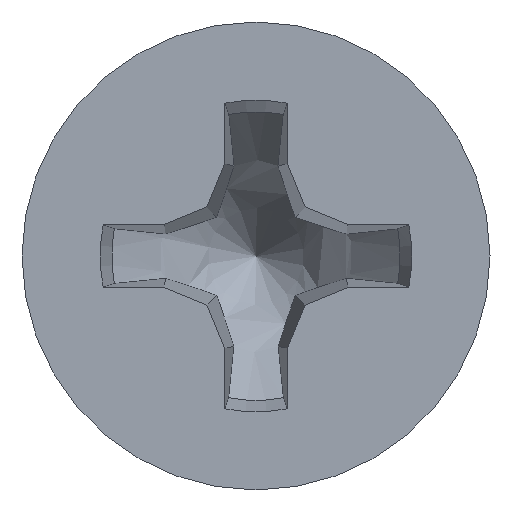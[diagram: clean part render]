
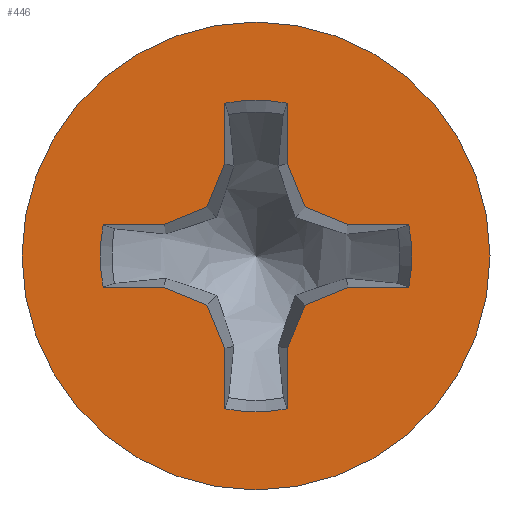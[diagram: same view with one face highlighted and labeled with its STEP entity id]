
A CAD part, top view. The second image highlights one B-rep face of the part: STEP entity #446.
In plain terms, the highlighted planar face has unit normal (0, 0, 1).
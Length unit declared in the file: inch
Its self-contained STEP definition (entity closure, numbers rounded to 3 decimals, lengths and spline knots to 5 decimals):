
#15=LINE('',#740,#43);
#16=LINE('',#744,#44);
#17=LINE('',#746,#45);
#18=LINE('',#748,#46);
#19=LINE('',#749,#47);
#20=LINE('',#751,#48);
#21=LINE('',#753,#49);
#22=LINE('',#755,#50);
#23=LINE('',#757,#51);
#24=LINE('',#761,#52);
#25=LINE('',#763,#53);
#26=LINE('',#765,#54);
#27=LINE('',#767,#55);
#28=LINE('',#771,#56);
#29=LINE('',#773,#57);
#30=LINE('',#774,#58);
#43=VECTOR('',#564,39.37008);
#44=VECTOR('',#567,39.37008);
#45=VECTOR('',#568,39.37008);
#46=VECTOR('',#569,39.37008);
#47=VECTOR('',#570,39.37008);
#48=VECTOR('',#571,39.37008);
#49=VECTOR('',#572,39.37008);
#50=VECTOR('',#573,39.37008);
#51=VECTOR('',#574,39.37008);
#52=VECTOR('',#577,39.37008);
#53=VECTOR('',#578,39.37008);
#54=VECTOR('',#579,39.37008);
#55=VECTOR('',#580,39.37008);
#56=VECTOR('',#583,39.37008);
#57=VECTOR('',#584,39.37008);
#58=VECTOR('',#585,39.37008);
#72=PLANE('',#503);
#94=FACE_BOUND('',#142,.T.);
#110=FACE_OUTER_BOUND('',#141,.T.);
#141=EDGE_LOOP('',(#334));
#142=EDGE_LOOP('',(#335,#336,#337,#338,#339,#340,#341,#342,#343,#344,#345,
#346,#347,#348,#349,#350,#351,#352,#353,#354));
#182=CIRCLE('',#492,0.054);
#184=CIRCLE('',#495,0.081);
#188=CIRCLE('',#504,0.054);
#189=CIRCLE('',#505,0.054);
#190=CIRCLE('',#506,0.054);
#211=VERTEX_POINT('',#711);
#212=VERTEX_POINT('',#716);
#214=VERTEX_POINT('',#725);
#218=VERTEX_POINT('',#738);
#219=VERTEX_POINT('',#739);
#220=VERTEX_POINT('',#741);
#221=VERTEX_POINT('',#743);
#222=VERTEX_POINT('',#745);
#223=VERTEX_POINT('',#747);
#224=VERTEX_POINT('',#750);
#225=VERTEX_POINT('',#752);
#226=VERTEX_POINT('',#754);
#227=VERTEX_POINT('',#756);
#228=VERTEX_POINT('',#758);
#229=VERTEX_POINT('',#760);
#230=VERTEX_POINT('',#762);
#231=VERTEX_POINT('',#764);
#232=VERTEX_POINT('',#766);
#233=VERTEX_POINT('',#768);
#234=VERTEX_POINT('',#770);
#235=VERTEX_POINT('',#772);
#257=EDGE_CURVE('',#211,#212,#182,.T.);
#260=EDGE_CURVE('',#214,#214,#184,.T.);
#264=EDGE_CURVE('',#218,#219,#15,.T.);
#265=EDGE_CURVE('',#220,#218,#188,.T.);
#266=EDGE_CURVE('',#221,#220,#16,.T.);
#267=EDGE_CURVE('',#222,#221,#17,.T.);
#268=EDGE_CURVE('',#223,#222,#18,.T.);
#269=EDGE_CURVE('',#212,#223,#19,.T.);
#270=EDGE_CURVE('',#224,#211,#20,.T.);
#271=EDGE_CURVE('',#225,#224,#21,.T.);
#272=EDGE_CURVE('',#226,#225,#22,.T.);
#273=EDGE_CURVE('',#227,#226,#23,.T.);
#274=EDGE_CURVE('',#228,#227,#189,.T.);
#275=EDGE_CURVE('',#229,#228,#24,.T.);
#276=EDGE_CURVE('',#230,#229,#25,.T.);
#277=EDGE_CURVE('',#231,#230,#26,.T.);
#278=EDGE_CURVE('',#232,#231,#27,.T.);
#279=EDGE_CURVE('',#233,#232,#190,.T.);
#280=EDGE_CURVE('',#234,#233,#28,.T.);
#281=EDGE_CURVE('',#235,#234,#29,.T.);
#282=EDGE_CURVE('',#219,#235,#30,.T.);
#334=ORIENTED_EDGE('',*,*,#260,.F.);
#335=ORIENTED_EDGE('',*,*,#264,.F.);
#336=ORIENTED_EDGE('',*,*,#265,.F.);
#337=ORIENTED_EDGE('',*,*,#266,.F.);
#338=ORIENTED_EDGE('',*,*,#267,.F.);
#339=ORIENTED_EDGE('',*,*,#268,.F.);
#340=ORIENTED_EDGE('',*,*,#269,.F.);
#341=ORIENTED_EDGE('',*,*,#257,.F.);
#342=ORIENTED_EDGE('',*,*,#270,.F.);
#343=ORIENTED_EDGE('',*,*,#271,.F.);
#344=ORIENTED_EDGE('',*,*,#272,.F.);
#345=ORIENTED_EDGE('',*,*,#273,.F.);
#346=ORIENTED_EDGE('',*,*,#274,.F.);
#347=ORIENTED_EDGE('',*,*,#275,.F.);
#348=ORIENTED_EDGE('',*,*,#276,.F.);
#349=ORIENTED_EDGE('',*,*,#277,.F.);
#350=ORIENTED_EDGE('',*,*,#278,.F.);
#351=ORIENTED_EDGE('',*,*,#279,.F.);
#352=ORIENTED_EDGE('',*,*,#280,.F.);
#353=ORIENTED_EDGE('',*,*,#281,.F.);
#354=ORIENTED_EDGE('',*,*,#282,.F.);
#446=ADVANCED_FACE('',(#110,#94),#72,.T.);
#492=AXIS2_PLACEMENT_3D('',#717,#540,#541);
#495=AXIS2_PLACEMENT_3D('',#726,#546,#547);
#503=AXIS2_PLACEMENT_3D('',#737,#562,#563);
#504=AXIS2_PLACEMENT_3D('',#742,#565,#566);
#505=AXIS2_PLACEMENT_3D('',#759,#575,#576);
#506=AXIS2_PLACEMENT_3D('',#769,#581,#582);
#540=DIRECTION('center_axis',(0.,0.,1.));
#541=DIRECTION('ref_axis',(1.,0.,0.));
#546=DIRECTION('center_axis',(0.,0.,-1.));
#547=DIRECTION('ref_axis',(-1.,0.,0.));
#562=DIRECTION('center_axis',(0.,0.,1.));
#563=DIRECTION('ref_axis',(1.,0.,0.));
#564=DIRECTION('',(0.,-1.,0.));
#565=DIRECTION('center_axis',(0.,0.,1.));
#566=DIRECTION('ref_axis',(1.,0.,0.));
#567=DIRECTION('',(0.,1.,0.));
#568=DIRECTION('',(-0.383,0.924,0.));
#569=DIRECTION('',(-0.924,0.383,0.));
#570=DIRECTION('',(-1.,0.,0.));
#571=DIRECTION('',(1.,0.,0.));
#572=DIRECTION('',(0.924,0.383,0.));
#573=DIRECTION('',(0.383,0.924,0.));
#574=DIRECTION('',(0.,1.,0.));
#575=DIRECTION('center_axis',(0.,0.,1.));
#576=DIRECTION('ref_axis',(-1.,0.,0.));
#577=DIRECTION('',(0.,-1.,0.));
#578=DIRECTION('',(0.383,-0.924,0.));
#579=DIRECTION('',(0.924,-0.383,0.));
#580=DIRECTION('',(1.,0.,0.));
#581=DIRECTION('center_axis',(0.,0.,1.));
#582=DIRECTION('ref_axis',(0.,1.,0.));
#583=DIRECTION('',(-1.,0.,0.));
#584=DIRECTION('',(-0.924,-0.383,0.));
#585=DIRECTION('',(-0.383,-0.924,0.));
#711=CARTESIAN_POINT('',(0.05291,-0.0108,0.051));
#716=CARTESIAN_POINT('',(0.05291,0.0108,0.051));
#717=CARTESIAN_POINT('Origin',(0.,0.,0.051));
#725=CARTESIAN_POINT('',(0.081,0.,0.051));
#726=CARTESIAN_POINT('Origin',(0.,0.,0.051));
#737=CARTESIAN_POINT('Origin',(0.,0.,0.051));
#738=CARTESIAN_POINT('',(-0.0108,0.05291,0.051));
#739=CARTESIAN_POINT('',(-0.0108,0.03185,0.051));
#740=CARTESIAN_POINT('',(-0.0108,0.05291,0.051));
#741=CARTESIAN_POINT('',(0.0108,0.05291,0.051));
#742=CARTESIAN_POINT('Origin',(0.,0.,0.051));
#743=CARTESIAN_POINT('',(0.0108,0.03185,0.051));
#744=CARTESIAN_POINT('',(0.0108,0.03185,0.051));
#745=CARTESIAN_POINT('',(0.01697,0.01697,0.051));
#746=CARTESIAN_POINT('',(0.01697,0.01697,0.051));
#747=CARTESIAN_POINT('',(0.03185,0.0108,0.051));
#748=CARTESIAN_POINT('',(0.03185,0.0108,0.051));
#749=CARTESIAN_POINT('',(0.05291,0.0108,0.051));
#750=CARTESIAN_POINT('',(0.03185,-0.0108,0.051));
#751=CARTESIAN_POINT('',(0.03185,-0.0108,0.051));
#752=CARTESIAN_POINT('',(0.01697,-0.01697,0.051));
#753=CARTESIAN_POINT('',(0.01697,-0.01697,0.051));
#754=CARTESIAN_POINT('',(0.0108,-0.03185,0.051));
#755=CARTESIAN_POINT('',(0.0108,-0.03185,0.051));
#756=CARTESIAN_POINT('',(0.0108,-0.05291,0.051));
#757=CARTESIAN_POINT('',(0.0108,-0.05291,0.051));
#758=CARTESIAN_POINT('',(-0.0108,-0.05291,0.051));
#759=CARTESIAN_POINT('Origin',(0.,0.,0.051));
#760=CARTESIAN_POINT('',(-0.0108,-0.03185,0.051));
#761=CARTESIAN_POINT('',(-0.0108,-0.03185,0.051));
#762=CARTESIAN_POINT('',(-0.01697,-0.01697,0.051));
#763=CARTESIAN_POINT('',(-0.01697,-0.01697,0.051));
#764=CARTESIAN_POINT('',(-0.03185,-0.0108,0.051));
#765=CARTESIAN_POINT('',(-0.03185,-0.0108,0.051));
#766=CARTESIAN_POINT('',(-0.05291,-0.0108,0.051));
#767=CARTESIAN_POINT('',(-0.05291,-0.0108,0.051));
#768=CARTESIAN_POINT('',(-0.05291,0.0108,0.051));
#769=CARTESIAN_POINT('Origin',(0.,0.,0.051));
#770=CARTESIAN_POINT('',(-0.03185,0.0108,0.051));
#771=CARTESIAN_POINT('',(-0.03185,0.0108,0.051));
#772=CARTESIAN_POINT('',(-0.01697,0.01697,0.051));
#773=CARTESIAN_POINT('',(-0.01697,0.01697,0.051));
#774=CARTESIAN_POINT('',(-0.0108,0.03185,0.051));
